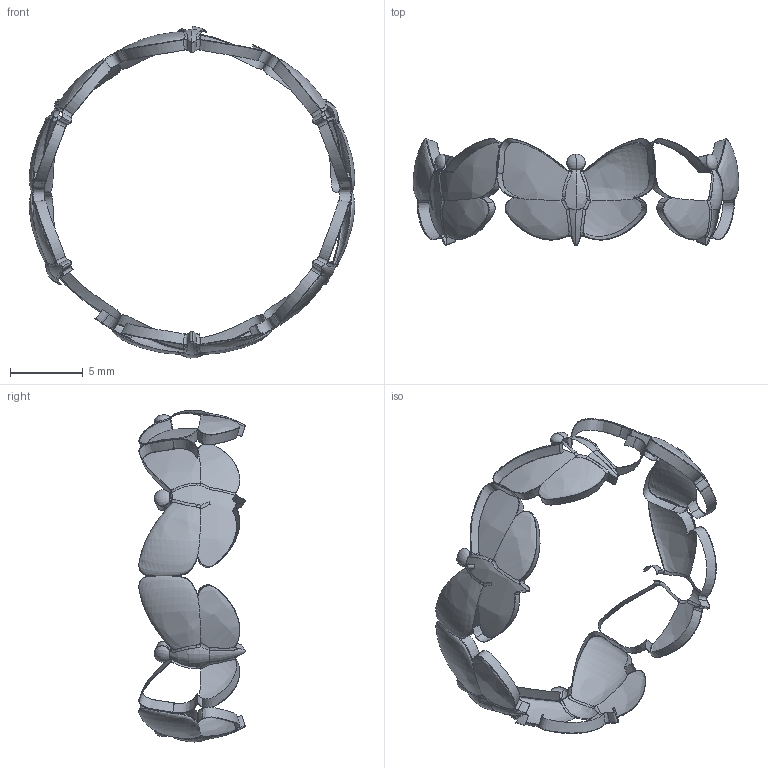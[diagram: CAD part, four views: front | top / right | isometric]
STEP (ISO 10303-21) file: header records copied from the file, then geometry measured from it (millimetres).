
FILE_DESCRIPTION(('FreeCAD Model'),'2;1');
FILE_NAME('Open CASCADE Shape Model','2025-05-04T09:59:44',('FreeCAD'),( 'FreeCAD'),'Open CASCADE STEP processor 7.6','FreeCAD','Unknown');
FILE_SCHEMA(('AUTOMOTIVE_DESIGN { 1 0 10303 214 1 1 1 1 }'));
Products named in the file (1): Open CASCADE STEP translator 7.6 1
Bounding box: 22.31 x 7.29 x 22.76 mm (x, y, z)
Surface area: 449.7 mm2 (no closed solid volume)
Topology: 0 solids, 245 shells, 245 faces, 2357 edges, 2346 vertices
Faces by surface type: bspline 245
Entity records: 60594 total; most frequent: CARTESIAN_POINT 49725, ORIENTED_EDGE 2346, EDGE_CURVE 2346, VERTEX_POINT 2346, B_SPLINE_CURVE_WITH_KNOTS 2346, SHELL_BASED_SURFACE_MODEL 245, OPEN_SHELL 245, ADVANCED_FACE 245
